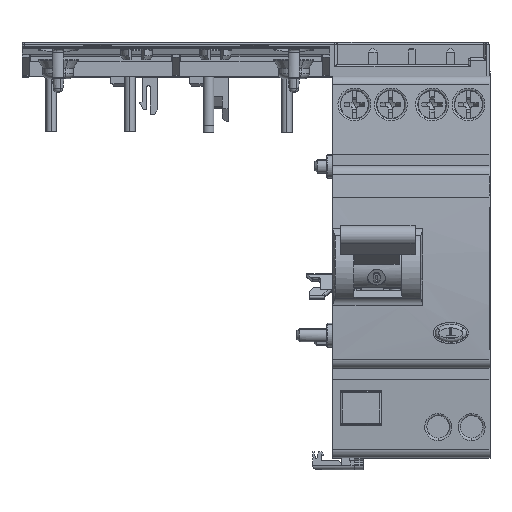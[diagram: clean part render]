
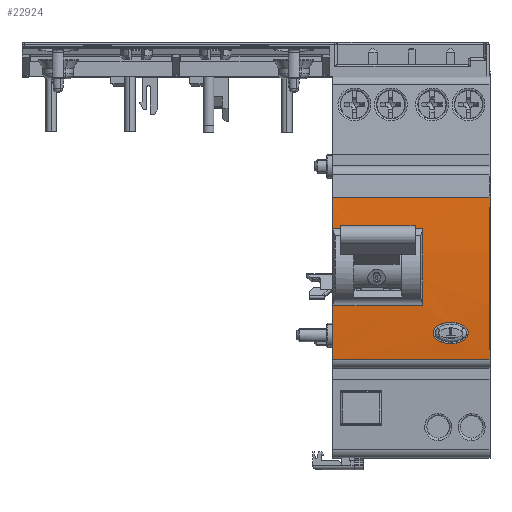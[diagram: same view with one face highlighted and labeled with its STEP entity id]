
A CAD part, top view. The second image highlights one B-rep face of the part: STEP entity #22924.
In plain terms, the highlighted cylindrical face has radius 200 mm (diameter 400 mm), a partial arc.
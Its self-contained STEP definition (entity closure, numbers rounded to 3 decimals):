
#17918=AXIS2_PLACEMENT_3D('Circle Axis2P3D',#17916,#17917,$) ;
#22876=AXIS2_PLACEMENT_3D('Cylinder Axis2P3D',#22873,#22874,#22875) ;
#22880=AXIS2_PLACEMENT_3D('Circle Axis2P3D',#22878,#22879,$) ;
#22885=AXIS2_PLACEMENT_3D('Circle Axis2P3D',#22883,#22884,$) ;
#22899=AXIS2_PLACEMENT_3D('Circle Axis2P3D',#22897,#22898,$) ;
#17705=CARTESIAN_POINT('Vertex',(13.075,-16.143,2.347)) ;
#17709=CARTESIAN_POINT('Control Point',(16.25,-17.1,2.268)) ;
#17710=CARTESIAN_POINT('Control Point',(15.409,-17.1,2.268)) ;
#17711=CARTESIAN_POINT('Control Point',(14.568,-16.936,2.282)) ;
#17712=CARTESIAN_POINT('Control Point',(13.776,-16.607,2.31)) ;
#17713=CARTESIAN_POINT('Control Point',(13.075,-16.143,2.347)) ;
#17714=CARTESIAN_POINT('Vertex',(16.25,-17.1,2.268)) ;
#17735=CARTESIAN_POINT('Control Point',(16.25,-17.1,2.268)) ;
#17736=CARTESIAN_POINT('Control Point',(17.091,-17.1,2.268)) ;
#17737=CARTESIAN_POINT('Control Point',(17.932,-16.936,2.282)) ;
#17738=CARTESIAN_POINT('Control Point',(18.724,-16.607,2.31)) ;
#17739=CARTESIAN_POINT('Control Point',(19.425,-16.143,2.347)) ;
#17740=CARTESIAN_POINT('Vertex',(19.425,-16.143,2.347)) ;
#17761=CARTESIAN_POINT('Control Point',(19.425,-16.143,2.347)) ;
#17762=CARTESIAN_POINT('Control Point',(19.963,-15.743,2.38)) ;
#17763=CARTESIAN_POINT('Control Point',(20.316,-15.093,2.432)) ;
#17764=CARTESIAN_POINT('Control Point',(20.316,-14.308,2.49)) ;
#17765=CARTESIAN_POINT('Control Point',(19.963,-13.657,2.534)) ;
#17766=CARTESIAN_POINT('Control Point',(19.425,-13.257,2.56)) ;
#17767=CARTESIAN_POINT('Vertex',(19.425,-13.257,2.56)) ;
#17789=CARTESIAN_POINT('Control Point',(16.25,-12.3,2.621)) ;
#17790=CARTESIAN_POINT('Control Point',(17.091,-12.3,2.621)) ;
#17791=CARTESIAN_POINT('Control Point',(17.932,-12.464,2.611)) ;
#17792=CARTESIAN_POINT('Control Point',(18.724,-12.793,2.591)) ;
#17793=CARTESIAN_POINT('Control Point',(19.425,-13.257,2.56)) ;
#17794=CARTESIAN_POINT('Vertex',(16.25,-12.3,2.621)) ;
#17815=CARTESIAN_POINT('Control Point',(16.25,-12.3,2.621)) ;
#17816=CARTESIAN_POINT('Control Point',(15.409,-12.3,2.621)) ;
#17817=CARTESIAN_POINT('Control Point',(14.568,-12.464,2.611)) ;
#17818=CARTESIAN_POINT('Control Point',(13.776,-12.793,2.591)) ;
#17819=CARTESIAN_POINT('Control Point',(13.075,-13.257,2.56)) ;
#17820=CARTESIAN_POINT('Vertex',(13.075,-13.257,2.56)) ;
#17841=CARTESIAN_POINT('Control Point',(13.075,-16.143,2.347)) ;
#17842=CARTESIAN_POINT('Control Point',(12.537,-15.743,2.38)) ;
#17843=CARTESIAN_POINT('Control Point',(12.184,-15.093,2.432)) ;
#17844=CARTESIAN_POINT('Control Point',(12.184,-14.308,2.49)) ;
#17845=CARTESIAN_POINT('Control Point',(12.537,-13.657,2.534)) ;
#17846=CARTESIAN_POINT('Control Point',(13.075,-13.257,2.56)) ;
#17868=CARTESIAN_POINT('Vertex',(10.,-8.681,2.812)) ;
#17878=CARTESIAN_POINT('Vertex',(-10.,-8.681,2.812)) ;
#17881=CARTESIAN_POINT('Line Origine',(-7.65,-8.681,2.812)) ;
#17885=CARTESIAN_POINT('Vertex',(-5.3,-8.681,2.812)) ;
#17888=CARTESIAN_POINT('Line Origine',(-7.65,-8.681,2.812)) ;
#17892=CARTESIAN_POINT('Vertex',(5.3,-8.681,2.812)) ;
#17895=CARTESIAN_POINT('Line Origine',(-7.65,-8.681,2.812)) ;
#17916=CARTESIAN_POINT('Axis2P3D Location',(10.,0.,-197.)) ;
#17920=CARTESIAN_POINT('Vertex',(10.,8.681,2.812)) ;
#17945=CARTESIAN_POINT('Line Origine',(-7.65,8.681,2.812)) ;
#17949=CARTESIAN_POINT('Vertex',(5.3,8.681,2.812)) ;
#17952=CARTESIAN_POINT('Line Origine',(-7.65,8.681,2.812)) ;
#17956=CARTESIAN_POINT('Vertex',(-5.3,8.681,2.812)) ;
#17959=CARTESIAN_POINT('Line Origine',(-7.65,8.681,2.812)) ;
#17963=CARTESIAN_POINT('Vertex',(-10.,8.681,2.812)) ;
#22847=CARTESIAN_POINT('Line Origine',(7.5,-20.707,1.925)) ;
#22851=CARTESIAN_POINT('Vertex',(-10.,-20.707,1.925)) ;
#22853=CARTESIAN_POINT('Vertex',(25.,-20.707,1.925)) ;
#22873=CARTESIAN_POINT('Axis2P3D Location',(7.5,0.,-197.)) ;
#22878=CARTESIAN_POINT('Axis2P3D Location',(-10.,0.,-197.)) ;
#22883=CARTESIAN_POINT('Axis2P3D Location',(25.,0.,-197.)) ;
#22887=CARTESIAN_POINT('Vertex',(25.,15.5,2.398)) ;
#22890=CARTESIAN_POINT('Line Origine',(7.5,15.5,2.398)) ;
#22894=CARTESIAN_POINT('Vertex',(-10.,15.5,2.398)) ;
#22897=CARTESIAN_POINT('Axis2P3D Location',(-10.,0.,-197.)) ;
#17882=DIRECTION('Vector Direction',(1.,0.,0.)) ;
#17889=DIRECTION('Vector Direction',(1.,0.,0.)) ;
#17896=DIRECTION('Vector Direction',(1.,0.,0.)) ;
#17917=DIRECTION('Axis2P3D Direction',(-1.,0.,0.)) ;
#17946=DIRECTION('Vector Direction',(1.,0.,0.)) ;
#17953=DIRECTION('Vector Direction',(1.,0.,0.)) ;
#17960=DIRECTION('Vector Direction',(1.,0.,0.)) ;
#22848=DIRECTION('Vector Direction',(1.,0.,0.)) ;
#22874=DIRECTION('Axis2P3D Direction',(1.,0.,0.)) ;
#22875=DIRECTION('Axis2P3D XDirection',(0.,0.078,0.997)) ;
#22879=DIRECTION('Axis2P3D Direction',(1.,0.,0.)) ;
#22884=DIRECTION('Axis2P3D Direction',(1.,0.,0.)) ;
#22891=DIRECTION('Vector Direction',(1.,0.,0.)) ;
#22898=DIRECTION('Axis2P3D Direction',(1.,0.,0.)) ;
#17883=VECTOR('Line Direction',#17882,1.) ;
#17890=VECTOR('Line Direction',#17889,1.) ;
#17897=VECTOR('Line Direction',#17896,1.) ;
#17947=VECTOR('Line Direction',#17946,1.) ;
#17954=VECTOR('Line Direction',#17953,1.) ;
#17961=VECTOR('Line Direction',#17960,1.) ;
#22849=VECTOR('Line Direction',#22848,1.) ;
#22892=VECTOR('Line Direction',#22891,1.) ;
#22903=ORIENTED_EDGE('',*,*,#22882,.T.) ;
#22904=ORIENTED_EDGE('',*,*,#22855,.T.) ;
#22905=ORIENTED_EDGE('',*,*,#22889,.F.) ;
#22906=ORIENTED_EDGE('',*,*,#22896,.F.) ;
#22907=ORIENTED_EDGE('',*,*,#22901,.T.) ;
#22908=ORIENTED_EDGE('',*,*,#17965,.T.) ;
#22909=ORIENTED_EDGE('',*,*,#17958,.T.) ;
#22910=ORIENTED_EDGE('',*,*,#17951,.F.) ;
#22911=ORIENTED_EDGE('',*,*,#17922,.F.) ;
#22912=ORIENTED_EDGE('',*,*,#17899,.T.) ;
#22913=ORIENTED_EDGE('',*,*,#17894,.F.) ;
#22914=ORIENTED_EDGE('',*,*,#17887,.F.) ;
#22917=ORIENTED_EDGE('',*,*,#17847,.T.) ;
#22918=ORIENTED_EDGE('',*,*,#17822,.F.) ;
#22919=ORIENTED_EDGE('',*,*,#17796,.T.) ;
#22920=ORIENTED_EDGE('',*,*,#17769,.F.) ;
#22921=ORIENTED_EDGE('',*,*,#17742,.F.) ;
#22922=ORIENTED_EDGE('',*,*,#17716,.T.) ;
#22923=FACE_BOUND('',#22916,.T.) ;
#22924=ADVANCED_FACE('Calotta_4P_2M___________________________ 04232401-2420_2PA_000_A0.1\\Calotta:_4P_2M',(#22915,#22923),#22877,.T.) ;
#17708=B_SPLINE_CURVE_WITH_KNOTS('',4,(#17709,#17710,#17711,#17712,#17713),.UNSPECIFIED.,.F.,.U.,(5,5),(0.,4.758),.UNSPECIFIED.) ;
#17734=B_SPLINE_CURVE_WITH_KNOTS('',4,(#17735,#17736,#17737,#17738,#17739),.UNSPECIFIED.,.F.,.U.,(5,5),(0.,4.758),.UNSPECIFIED.) ;
#17760=B_SPLINE_CURVE_WITH_KNOTS('',5,(#17761,#17762,#17763,#17764,#17765,#17766),.UNSPECIFIED.,.F.,.U.,(6,6),(0.,4.747),.UNSPECIFIED.) ;
#17788=B_SPLINE_CURVE_WITH_KNOTS('',4,(#17789,#17790,#17791,#17792,#17793),.UNSPECIFIED.,.F.,.U.,(5,5),(0.,4.758),.UNSPECIFIED.) ;
#17814=B_SPLINE_CURVE_WITH_KNOTS('',4,(#17815,#17816,#17817,#17818,#17819),.UNSPECIFIED.,.F.,.U.,(5,5),(0.,4.758),.UNSPECIFIED.) ;
#17840=B_SPLINE_CURVE_WITH_KNOTS('',5,(#17841,#17842,#17843,#17844,#17845,#17846),.UNSPECIFIED.,.F.,.U.,(6,6),(0.,4.747),.UNSPECIFIED.) ;
#17919=CIRCLE('generated circle',#17918,200.) ;
#22881=CIRCLE('generated circle',#22880,200.) ;
#22886=CIRCLE('generated circle',#22885,200.) ;
#22900=CIRCLE('generated circle',#22899,200.) ;
#22877=CYLINDRICAL_SURFACE('generated cylinder',#22876,200.) ;
#17716=EDGE_CURVE('',#17715,#17706,#17708,.T.) ;
#17742=EDGE_CURVE('',#17715,#17741,#17734,.T.) ;
#17769=EDGE_CURVE('',#17741,#17768,#17760,.T.) ;
#17796=EDGE_CURVE('',#17795,#17768,#17788,.T.) ;
#17822=EDGE_CURVE('',#17795,#17821,#17814,.T.) ;
#17847=EDGE_CURVE('',#17706,#17821,#17840,.T.) ;
#17887=EDGE_CURVE('',#17879,#17886,#17884,.T.) ;
#17894=EDGE_CURVE('',#17886,#17893,#17891,.T.) ;
#17899=EDGE_CURVE('',#17869,#17893,#17898,.F.) ;
#17922=EDGE_CURVE('',#17869,#17921,#17919,.T.) ;
#17951=EDGE_CURVE('',#17921,#17950,#17948,.F.) ;
#17958=EDGE_CURVE('',#17957,#17950,#17955,.T.) ;
#17965=EDGE_CURVE('',#17964,#17957,#17962,.T.) ;
#22855=EDGE_CURVE('',#22852,#22854,#22850,.T.) ;
#22882=EDGE_CURVE('',#17879,#22852,#22881,.T.) ;
#22889=EDGE_CURVE('',#22888,#22854,#22886,.T.) ;
#22896=EDGE_CURVE('',#22895,#22888,#22893,.T.) ;
#22901=EDGE_CURVE('',#22895,#17964,#22900,.T.) ;
#22902=EDGE_LOOP('',(#22903,#22904,#22905,#22906,#22907,#22908,#22909,#22910,#22911,#22912,#22913,#22914)) ;
#22916=EDGE_LOOP('',(#22917,#22918,#22919,#22920,#22921,#22922)) ;
#22915=FACE_OUTER_BOUND('',#22902,.T.) ;
#17884=LINE('Line',#17881,#17883) ;
#17891=LINE('Line',#17888,#17890) ;
#17898=LINE('Line',#17895,#17897) ;
#17948=LINE('Line',#17945,#17947) ;
#17955=LINE('Line',#17952,#17954) ;
#17962=LINE('Line',#17959,#17961) ;
#22850=LINE('Line',#22847,#22849) ;
#22893=LINE('Line',#22890,#22892) ;
#17706=VERTEX_POINT('',#17705) ;
#17715=VERTEX_POINT('',#17714) ;
#17741=VERTEX_POINT('',#17740) ;
#17768=VERTEX_POINT('',#17767) ;
#17795=VERTEX_POINT('',#17794) ;
#17821=VERTEX_POINT('',#17820) ;
#17869=VERTEX_POINT('',#17868) ;
#17879=VERTEX_POINT('',#17878) ;
#17886=VERTEX_POINT('',#17885) ;
#17893=VERTEX_POINT('',#17892) ;
#17921=VERTEX_POINT('',#17920) ;
#17950=VERTEX_POINT('',#17949) ;
#17957=VERTEX_POINT('',#17956) ;
#17964=VERTEX_POINT('',#17963) ;
#22852=VERTEX_POINT('',#22851) ;
#22854=VERTEX_POINT('',#22853) ;
#22888=VERTEX_POINT('',#22887) ;
#22895=VERTEX_POINT('',#22894) ;
